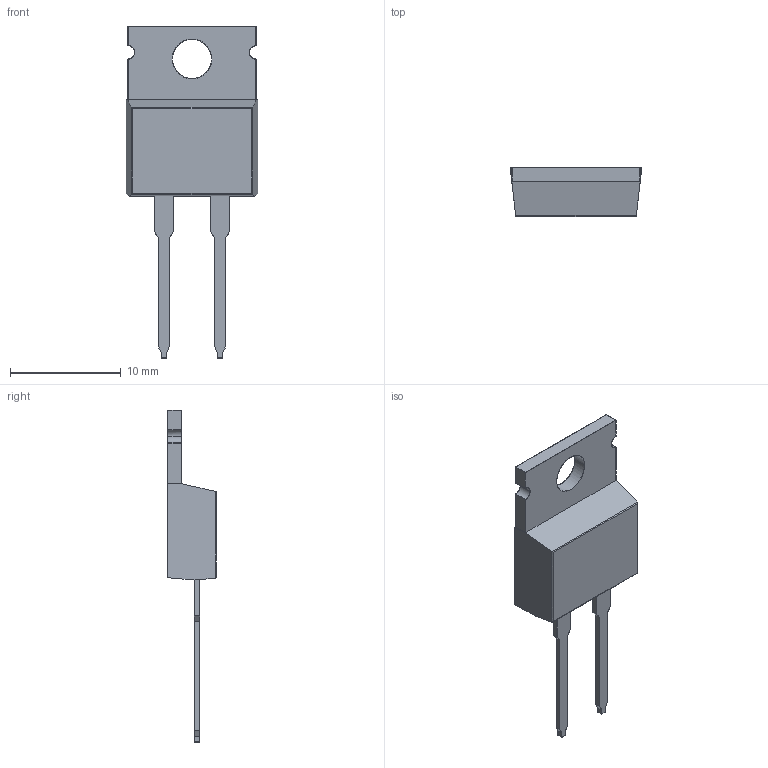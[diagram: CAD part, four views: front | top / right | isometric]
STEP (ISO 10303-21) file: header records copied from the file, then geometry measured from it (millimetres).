
FILE_DESCRIPTION(/* description */ (''),/* implementation_level */ '2;1');
FILE_NAME(/* name */ 'TO10AE~1',/* time_stamp */ '2014-12-12T14:04:49+01:00',/* author */ (''),/* organization */ (''),/* preprocessor_version */ 'ST-DEVELOPER v14',/* originating_system */ '',/* authorisation */ '');
FILE_SCHEMA (('AUTOMOTIVE_DESIGN'));
Length unit declared in the file: millimetre
Products named in the file (1): Document
Bounding box: 11.88 x 4.4 x 29.99 mm (x, y, z)
Volume: 518.1 mm3; surface area: 791.3 mm2
Topology: 4 solids, 4 shells, 234 faces, 502 edges, 276 vertices
Faces by surface type: bspline 169, plane 65
Entity records: 13824 total; most frequent: CARTESIAN_POINT 7314, B_SPLINE_CURVE_WITH_KNOTS 1265, ORIENTED_EDGE 1004, PCURVE 1004, DEFINITIONAL_REPRESENTATION 1004, SURFACE_CURVE 502, EDGE_CURVE 502, VERTEX_POINT 276
